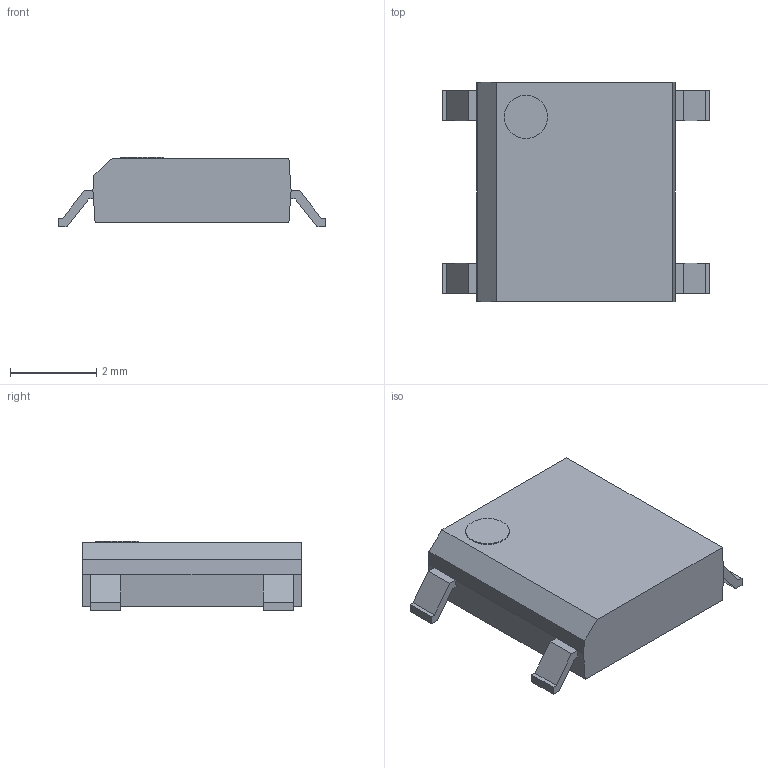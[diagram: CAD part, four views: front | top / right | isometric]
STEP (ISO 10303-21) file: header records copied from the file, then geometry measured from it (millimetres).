
FILE_DESCRIPTION(('FreeCAD Model'),'2;1');
FILE_NAME('Diode_Bridge_Vishay_MBLS.step','2018-01-05T13:04:46',('kicad StepUp'),( 'ksu MCAD'),'Open CASCADE STEP processor 6.8','FreeCAD','Unknown');
FILE_SCHEMA(('AUTOMOTIVE_DESIGN_CC2 { 1 2 10303 214 -1 1 5 4 }'));
Length unit declared in the file: millimetre
Products named in the file (1): Diode_Bridge_Vishay_MBLS
Bounding box: 6.2 x 5.1 x 1.62 mm (x, y, z)
Volume: 35.1 mm3; surface area: 81.8 mm2
Topology: 1 solids, 1 shells, 47 faces, 124 edges, 80 vertices
Faces by surface type: plane 46, cylinder 1
Full cylindrical faces by diameter (mm): 1.007 x1
Entity records: 1758 total; most frequent: CARTESIAN_POINT 252, ORIENTED_EDGE 248, DIRECTION 222, EDGE_CURVE 124, LINE 122, VECTOR 122, VERTEX_POINT 80, AXIS2_PLACEMENT_3D 50
